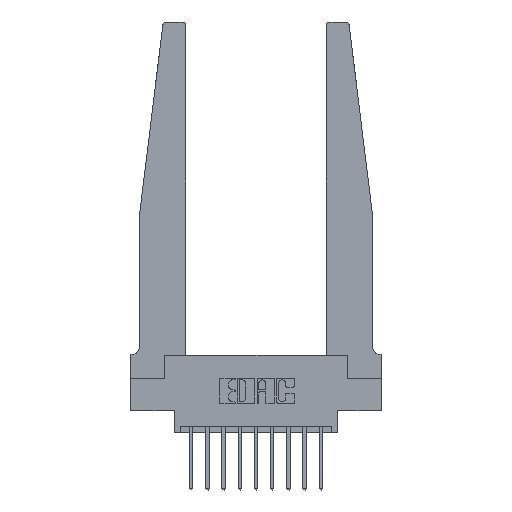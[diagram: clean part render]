
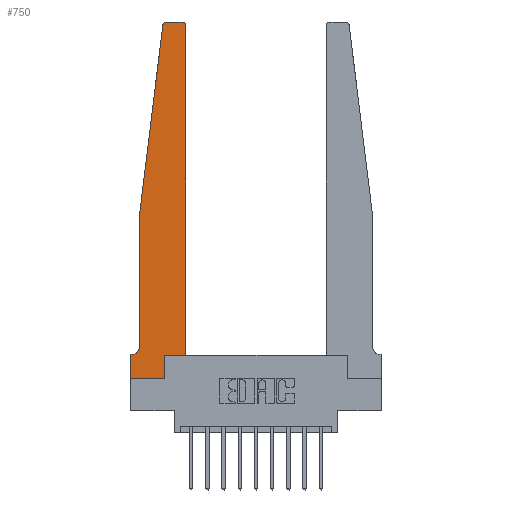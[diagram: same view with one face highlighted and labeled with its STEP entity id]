
A CAD part, top view. The second image highlights one B-rep face of the part: STEP entity #750.
In plain terms, the highlighted planar face has unit normal (0, 0, 1).
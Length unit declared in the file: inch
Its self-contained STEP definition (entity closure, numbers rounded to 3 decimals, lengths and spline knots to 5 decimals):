
#98 = CARTESIAN_POINT ( 'NONE',  ( 0.2605, 0., 0.37 ) ) ;
#180 = VECTOR ( 'NONE', #1301, 39.37008 ) ;
#357 = VECTOR ( 'NONE', #7225, 39.37008 ) ;
#445 = VERTEX_POINT ( 'NONE', #13130 ) ;
#454 = EDGE_CURVE ( 'NONE', #5126, #8680, #2820, .T. ) ;
#573 = ORIENTED_EDGE ( 'NONE', *, *, #7591, .T. ) ;
#750 = ADVANCED_FACE ( 'NONE', ( #8286 ), #14472, .T. ) ;
#763 = LINE ( 'NONE', #6604, #14588 ) ;
#874 = VECTOR ( 'NONE', #10704, 39.37008 ) ;
#960 = VECTOR ( 'NONE', #4667, 39.37008 ) ;
#1156 = DIRECTION ( 'NONE',  ( 1., 0., 0. ) ) ;
#1286 = ORIENTED_EDGE ( 'NONE', *, *, #11768, .T. ) ;
#1301 = DIRECTION ( 'NONE',  ( 0., -1., 0. ) ) ;
#1369 = CARTESIAN_POINT ( 'NONE',  ( 0.425, 0.18, 0.37 ) ) ;
#1408 = CARTESIAN_POINT ( 'NONE',  ( 0., 0.1875, 0.37 ) ) ;
#1739 = AXIS2_PLACEMENT_3D ( 'NONE', #15416, #4522, #5949 ) ;
#1904 = EDGE_CURVE ( 'NONE', #9422, #7646, #3941, .T. ) ;
#1922 = VECTOR ( 'NONE', #14204, 39.37008 ) ;
#2054 = AXIS2_PLACEMENT_3D ( 'NONE', #2426, #10832, #9722 ) ;
#2426 = CARTESIAN_POINT ( 'NONE',  ( 0.015, 0.2375, 0.37 ) ) ;
#2643 = CARTESIAN_POINT ( 'NONE',  ( 0.24675, 2.72367, 0.37 ) ) ;
#2711 = ORIENTED_EDGE ( 'NONE', *, *, #1904, .T. ) ;
#2820 = CIRCLE ( 'NONE', #2054, 0.05 ) ;
#3190 = LINE ( 'NONE', #12935, #13048 ) ;
#3375 = EDGE_CURVE ( 'NONE', #445, #3961, #7596, .T. ) ;
#3500 = CARTESIAN_POINT ( 'NONE',  ( 0.065, 1.25, 0.37 ) ) ;
#3582 = AXIS2_PLACEMENT_3D ( 'NONE', #10816, #5808, #5960 ) ;
#3891 = EDGE_CURVE ( 'NONE', #6237, #11610, #5855, .T. ) ;
#3937 = CARTESIAN_POINT ( 'NONE',  ( 0.425, 2.72, 0.37 ) ) ;
#3941 = LINE ( 'NONE', #7825, #15003 ) ;
#3942 = VERTEX_POINT ( 'NONE', #8881 ) ;
#3961 = VERTEX_POINT ( 'NONE', #98 ) ;
#4513 = ORIENTED_EDGE ( 'NONE', *, *, #10344, .T. ) ;
#4522 = DIRECTION ( 'NONE',  ( 0., 0., 1. ) ) ;
#4667 = DIRECTION ( 'NONE',  ( 0., -1., 0. ) ) ;
#5126 = VERTEX_POINT ( 'NONE', #8047 ) ;
#5184 = CARTESIAN_POINT ( 'NONE',  ( 0.27653, 2.75, 0.37 ) ) ;
#5808 = DIRECTION ( 'NONE',  ( 0., 0., 1. ) ) ;
#5854 = LINE ( 'NONE', #7058, #960 ) ;
#5855 = LINE ( 'NONE', #3500, #874 ) ;
#5911 = VERTEX_POINT ( 'NONE', #3937 ) ;
#5949 = DIRECTION ( 'NONE',  ( 1., 0., 0. ) ) ;
#5960 = DIRECTION ( 'NONE',  ( 1., 0., 0. ) ) ;
#6229 = CARTESIAN_POINT ( 'NONE',  ( 0.065, 1.25, 0.37 ) ) ;
#6237 = VERTEX_POINT ( 'NONE', #2643 ) ;
#6523 = EDGE_CURVE ( 'NONE', #8680, #8321, #11736, .T. ) ;
#6565 = EDGE_CURVE ( 'NONE', #3942, #10790, #3190, .T. ) ;
#6604 = CARTESIAN_POINT ( 'NONE',  ( 0.2605, 0.18, 0.37 ) ) ;
#6620 = CARTESIAN_POINT ( 'NONE',  ( 0., 0., 0.37 ) ) ;
#6691 = CARTESIAN_POINT ( 'NONE',  ( 0.015, 0.1875, 0.37 ) ) ;
#7058 = CARTESIAN_POINT ( 'NONE',  ( 0.065, 1.25, 0.37 ) ) ;
#7225 = DIRECTION ( 'NONE',  ( 0., 1., 0. ) ) ;
#7591 = EDGE_CURVE ( 'NONE', #8321, #445, #14471, .T. ) ;
#7596 = LINE ( 'NONE', #6620, #14232 ) ;
#7646 = VERTEX_POINT ( 'NONE', #11364 ) ;
#7653 = ORIENTED_EDGE ( 'NONE', *, *, #14959, .T. ) ;
#7736 = ORIENTED_EDGE ( 'NONE', *, *, #3375, .T. ) ;
#7825 = CARTESIAN_POINT ( 'NONE',  ( 0.425, 0.18, 0.37 ) ) ;
#8047 = CARTESIAN_POINT ( 'NONE',  ( 0.065, 0.2375, 0.37 ) ) ;
#8286 = FACE_OUTER_BOUND ( 'NONE', #13367, .T. ) ;
#8321 = VERTEX_POINT ( 'NONE', #1408 ) ;
#8680 = VERTEX_POINT ( 'NONE', #6691 ) ;
#8881 = CARTESIAN_POINT ( 'NONE',  ( 0.395, 2.75, 0.37 ) ) ;
#9422 = VERTEX_POINT ( 'NONE', #13886 ) ;
#9579 = CIRCLE ( 'NONE', #1739, 0.03 ) ;
#9722 = DIRECTION ( 'NONE',  ( -1., 0., 0. ) ) ;
#9780 = CARTESIAN_POINT ( 'NONE',  ( 0., 0., 0.37 ) ) ;
#10130 = DIRECTION ( 'NONE',  ( 1., 0., 0. ) ) ;
#10145 = ORIENTED_EDGE ( 'NONE', *, *, #6565, .T. ) ;
#10344 = EDGE_CURVE ( 'NONE', #7646, #5911, #12225, .T. ) ;
#10704 = DIRECTION ( 'NONE',  ( -0.122, -0.992, 0. ) ) ;
#10790 = VERTEX_POINT ( 'NONE', #5184 ) ;
#10816 = CARTESIAN_POINT ( 'NONE',  ( 0., 0.1875, 0.37 ) ) ;
#10832 = DIRECTION ( 'NONE',  ( 0., 0., -1. ) ) ;
#11076 = DIRECTION ( 'NONE',  ( 1., 0., 0. ) ) ;
#11364 = CARTESIAN_POINT ( 'NONE',  ( 0.425, 0.18, 0.37 ) ) ;
#11488 = ORIENTED_EDGE ( 'NONE', *, *, #6523, .T. ) ;
#11610 = VERTEX_POINT ( 'NONE', #6229 ) ;
#11736 = LINE ( 'NONE', #15561, #1922 ) ;
#11749 = ORIENTED_EDGE ( 'NONE', *, *, #14012, .T. ) ;
#11768 = EDGE_CURVE ( 'NONE', #5911, #3942, #11817, .T. ) ;
#11773 = ORIENTED_EDGE ( 'NONE', *, *, #454, .T. ) ;
#11817 = CIRCLE ( 'NONE', #15371, 0.03 ) ;
#12057 = EDGE_CURVE ( 'NONE', #3961, #9422, #763, .T. ) ;
#12225 = LINE ( 'NONE', #1369, #357 ) ;
#12595 = ORIENTED_EDGE ( 'NONE', *, *, #3891, .T. ) ;
#12806 = ORIENTED_EDGE ( 'NONE', *, *, #12057, .T. ) ;
#12935 = CARTESIAN_POINT ( 'NONE',  ( 0.25, 2.75, 0.37 ) ) ;
#13048 = VECTOR ( 'NONE', #14369, 39.37008 ) ;
#13125 = DIRECTION ( 'NONE',  ( 0., 0., 1. ) ) ;
#13130 = CARTESIAN_POINT ( 'NONE',  ( 0., 0., 0.37 ) ) ;
#13367 = EDGE_LOOP ( 'NONE', ( #10145, #7653, #12595, #11749, #11773, #11488, #573, #7736, #12806, #2711, #4513, #1286 ) ) ;
#13886 = CARTESIAN_POINT ( 'NONE',  ( 0.2605, 0.18, 0.37 ) ) ;
#13985 = DIRECTION ( 'NONE',  ( 0., 1., 0. ) ) ;
#14012 = EDGE_CURVE ( 'NONE', #11610, #5126, #5854, .T. ) ;
#14204 = DIRECTION ( 'NONE',  ( -1., 0., 0. ) ) ;
#14232 = VECTOR ( 'NONE', #10130, 39.37008 ) ;
#14314 = CARTESIAN_POINT ( 'NONE',  ( 0.395, 2.72, 0.37 ) ) ;
#14369 = DIRECTION ( 'NONE',  ( -1., 0., 0. ) ) ;
#14471 = LINE ( 'NONE', #9780, #180 ) ;
#14472 = PLANE ( 'NONE',  #3582 ) ;
#14588 = VECTOR ( 'NONE', #13985, 39.37008 ) ;
#14959 = EDGE_CURVE ( 'NONE', #10790, #6237, #9579, .T. ) ;
#15003 = VECTOR ( 'NONE', #11076, 39.37008 ) ;
#15371 = AXIS2_PLACEMENT_3D ( 'NONE', #14314, #13125, #1156 ) ;
#15416 = CARTESIAN_POINT ( 'NONE',  ( 0.27653, 2.72, 0.37 ) ) ;
#15561 = CARTESIAN_POINT ( 'NONE',  ( 0.065, 0.1875, 0.37 ) ) ;
